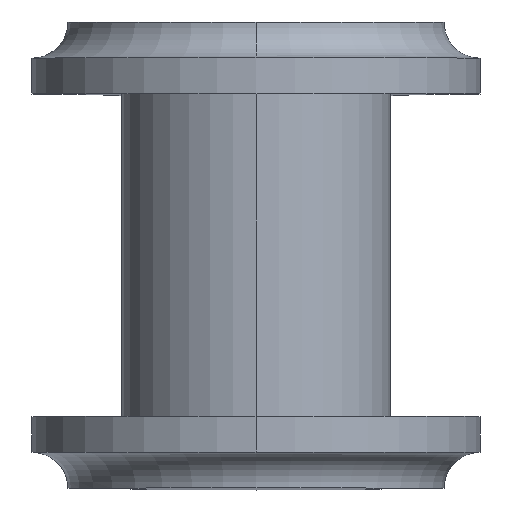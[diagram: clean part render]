
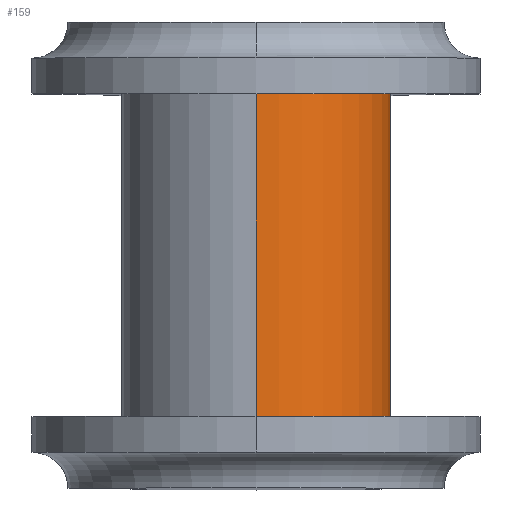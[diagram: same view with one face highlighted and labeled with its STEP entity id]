
A CAD part, top view. The second image highlights one B-rep face of the part: STEP entity #159.
In plain terms, the highlighted cylindrical face has radius 75 mm (diameter 150 mm), a partial arc.
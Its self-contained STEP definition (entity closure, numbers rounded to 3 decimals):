
#29 = EDGE_CURVE ( 'NONE', #1726, #1751, #1724, .T. ) ;
#150 = ORIENTED_EDGE ( 'NONE', *, *, #731, .F. ) ;
#159 = ADVANCED_FACE ( 'NONE', ( #495 ), #610, .T. ) ;
#186 = CARTESIAN_POINT ( 'NONE',  ( 0., -90., 0. ) ) ;
#212 = CARTESIAN_POINT ( 'NONE',  ( 0., 90., -75. ) ) ;
#240 = EDGE_LOOP ( 'NONE', ( #150, #1985, #1545, #930 ) ) ;
#255 = VECTOR ( 'NONE', #620, 1000. ) ;
#325 = EDGE_CURVE ( 'NONE', #1387, #1521, #1939, .T. ) ;
#341 = CARTESIAN_POINT ( 'NONE',  ( 0., -90., 75. ) ) ;
#343 = CARTESIAN_POINT ( 'NONE',  ( 0., -90., -75. ) ) ;
#347 = CIRCLE ( 'NONE', #449, 75. ) ;
#351 = CIRCLE ( 'NONE', #547, 75. ) ;
#449 = AXIS2_PLACEMENT_3D ( 'NONE', #1827, #1211, #1068 ) ;
#495 = FACE_OUTER_BOUND ( 'NONE', #240, .T. ) ;
#496 = CARTESIAN_POINT ( 'NONE',  ( 0., 90., 75. ) ) ;
#547 = AXIS2_PLACEMENT_3D ( 'NONE', #186, #920, #791 ) ;
#610 = CYLINDRICAL_SURFACE ( 'NONE', #1666, 75. ) ;
#620 = DIRECTION ( 'NONE',  ( 0., -1., 0. ) ) ;
#663 = CARTESIAN_POINT ( 'NONE',  ( 0., 90., -75. ) ) ;
#731 = EDGE_CURVE ( 'NONE', #1726, #1387, #347, .T. ) ;
#780 = CARTESIAN_POINT ( 'NONE',  ( 0., 90., 75. ) ) ;
#791 = DIRECTION ( 'NONE',  ( 0., 0., 1. ) ) ;
#920 = DIRECTION ( 'NONE',  ( 0., 1., 0. ) ) ;
#930 = ORIENTED_EDGE ( 'NONE', *, *, #325, .F. ) ;
#1068 = DIRECTION ( 'NONE',  ( 0., 0., 1. ) ) ;
#1099 = CARTESIAN_POINT ( 'NONE',  ( 0., 90., 0. ) ) ;
#1211 = DIRECTION ( 'NONE',  ( 0., 1., 0. ) ) ;
#1375 = VECTOR ( 'NONE', #1616, 1000. ) ;
#1387 = VERTEX_POINT ( 'NONE', #212 ) ;
#1491 = EDGE_CURVE ( 'NONE', #1751, #1521, #351, .T. ) ;
#1521 = VERTEX_POINT ( 'NONE', #343 ) ;
#1545 = ORIENTED_EDGE ( 'NONE', *, *, #1491, .T. ) ;
#1616 = DIRECTION ( 'NONE',  ( 0., -1., 0. ) ) ;
#1666 = AXIS2_PLACEMENT_3D ( 'NONE', #1099, #1706, #1855 ) ;
#1706 = DIRECTION ( 'NONE',  ( 0., -1., 0. ) ) ;
#1724 = LINE ( 'NONE', #780, #255 ) ;
#1726 = VERTEX_POINT ( 'NONE', #496 ) ;
#1751 = VERTEX_POINT ( 'NONE', #341 ) ;
#1827 = CARTESIAN_POINT ( 'NONE',  ( 0., 90., 0. ) ) ;
#1855 = DIRECTION ( 'NONE',  ( 0., 0., -1. ) ) ;
#1939 = LINE ( 'NONE', #663, #1375 ) ;
#1985 = ORIENTED_EDGE ( 'NONE', *, *, #29, .T. ) ;
